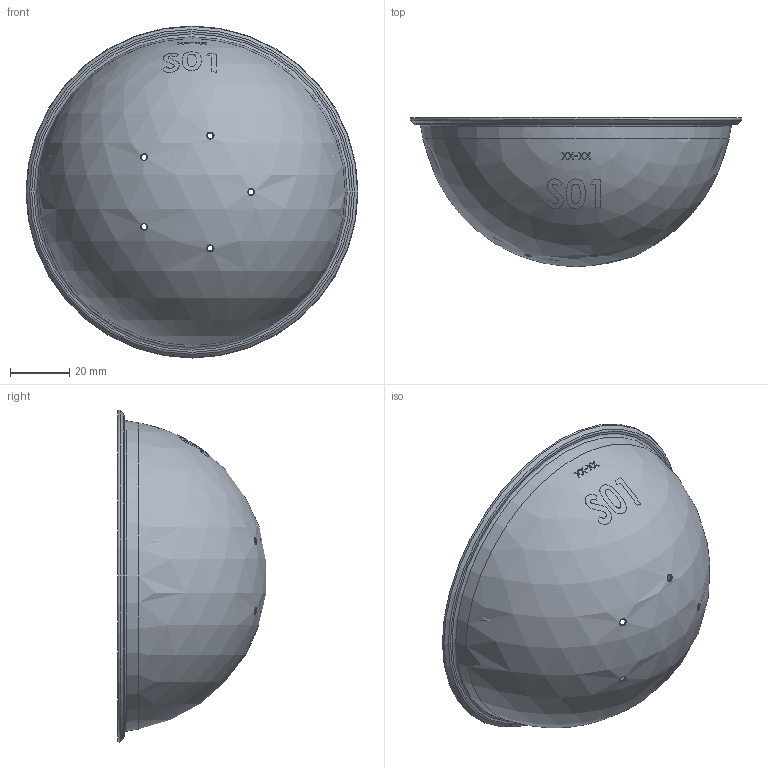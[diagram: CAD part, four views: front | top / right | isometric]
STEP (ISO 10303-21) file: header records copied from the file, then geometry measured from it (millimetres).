
FILE_DESCRIPTION (( 'STEP AP203' ), '1' );
FILE_NAME ('XMSGP030A10.02-033 NS01.STEP', '2017-06-26T23:56:12', ( '' ), ( '' ), 'SwSTEP 2.0', 'SolidWorks 2016', '' );
FILE_SCHEMA (( 'CONFIG_CONTROL_DESIGN' ));
Length unit declared in the file: millimetre
Products named in the file (1): XMSGP030A10.02-033 NS01
Bounding box: 112 x 50.2 x 112 mm (x, y, z)
Volume: 9333.4 mm3; surface area: 34636.6 mm2
Topology: 1 solids, 1 shells, 32 faces, 133 edges, 114 vertices
Faces by surface type: torus 15, sphere 11, cone 4, plane 2
Entity records: 1837 total; most frequent: CARTESIAN_POINT 633, DIRECTION 240, ORIENTED_EDGE 222, AXIS2_PLACEMENT_3D 120, EDGE_CURVE 111, VERTEX_POINT 111, CIRCLE 87, EDGE_LOOP 72
